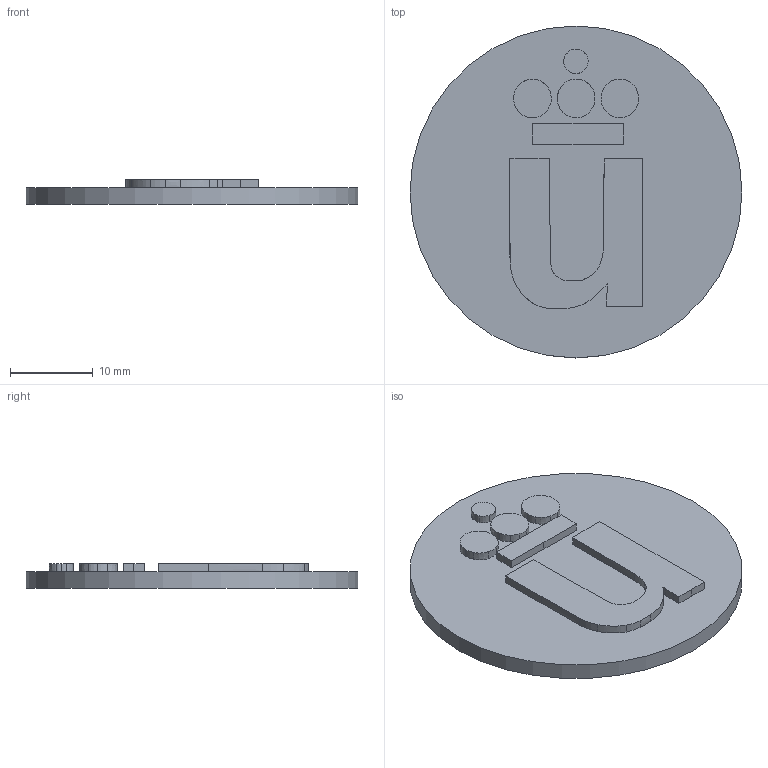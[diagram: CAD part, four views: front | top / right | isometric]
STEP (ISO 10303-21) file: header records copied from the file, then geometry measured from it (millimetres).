
FILE_DESCRIPTION(('FreeCAD Model'),'2;1');
FILE_NAME('urjc-coin.step','2017-10-11T16:45:00',('Author'),(''), 'Open CASCADE STEP processor 7.1','FreeCAD','Unknown');
FILE_SCHEMA(('AUTOMOTIVE_DESIGN { 1 0 10303 214 1 1 1 1 }'));
Length unit declared in the file: millimetre
Products named in the file (1): coin-logo-urjc
Bounding box: 40 x 40 x 3 mm (x, y, z)
Volume: 2783.6 mm3; surface area: 2940.6 mm2
Topology: 1 solids, 1 shells, 86 faces, 234 edges, 156 vertices
Faces by surface type: extrusion 77, plane 8, cylinder 1
Full cylindrical faces by diameter (mm): 40 x1
Entity records: 6595 total; most frequent: CARTESIAN_POINT 1840, DIRECTION 493, ORIENTED_EDGE 468, PCURVE 468, DEFINITIONAL_REPRESENTATION 468, VECTOR 467, LINE 390, B_SPLINE_CURVE_WITH_KNOTS 385
